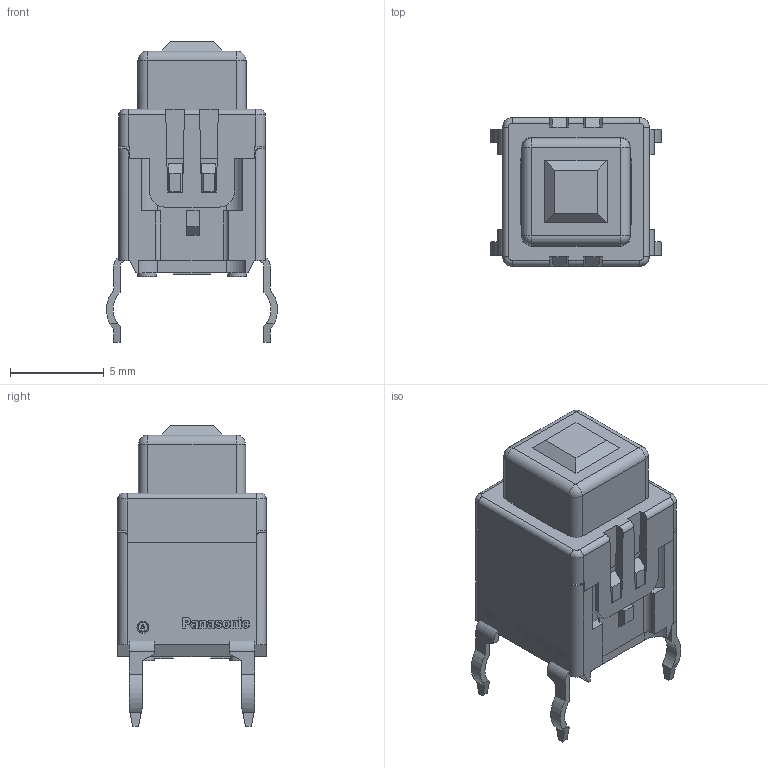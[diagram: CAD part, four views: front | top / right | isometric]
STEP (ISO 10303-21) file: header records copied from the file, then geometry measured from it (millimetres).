
FILE_DESCRIPTION(/* description */ (''),/* implementation_level */ '2;1');
FILE_NAME(/* name */ '1.stp',/* time_stamp */ '2021-02-11T14:53:29+02:00',/* author */ ('Karim'),/* organization */ (''),/* preprocessor_version */ 'ST-DEVELOPER v15.6',/* originating_system */ 'Autodesk Inventor 2015',/* authorisation */ '');
FILE_SCHEMA (('AP242_MANAGED_MODEL_BASED_3D_ENGINEERING_MIM_LF','AUTOMOTIVE_DESIGN { 1 0 10303 214 3 1 1 }'));
Length unit declared in the file: millimetre
Products named in the file (10): sw-3d-131-e20CS10-sk-r00; sw-3d-131-e20cv49-sk-r00; sw-3d-131-e20ts46-sk-r00; sw-3d-131-e20ts46-sk-r00_1; sw-3d-131-e20ts46-sk-r00_2; sw-3d-131-e20ts46-sk-r00_3; sw-3d-131-e20rd-1-sk-r00; ESE20C441; Panasonic Logo; 1
Bounding box: 9.1 x 7.9 x 16 mm (x, y, z)
Volume: 714.5 mm3; surface area: 892 mm2
Topology: 19 solids, 19 shells, 558 faces, 1493 edges, 974 vertices
Faces by surface type: plane 357, bspline 127, cylinder 66, cone 4, sphere 4
Full cylindrical faces by diameter (mm): 0.519 x1, 0.636 x1, 1 x4
Entity records: 18159 total; most frequent: CARTESIAN_POINT 4665, ORIENTED_EDGE 2966, DIRECTION 2305, EDGE_CURVE 1483, LINE 1069, VECTOR 1069, VERTEX_POINT 974, AXIS2_PLACEMENT_3D 618
